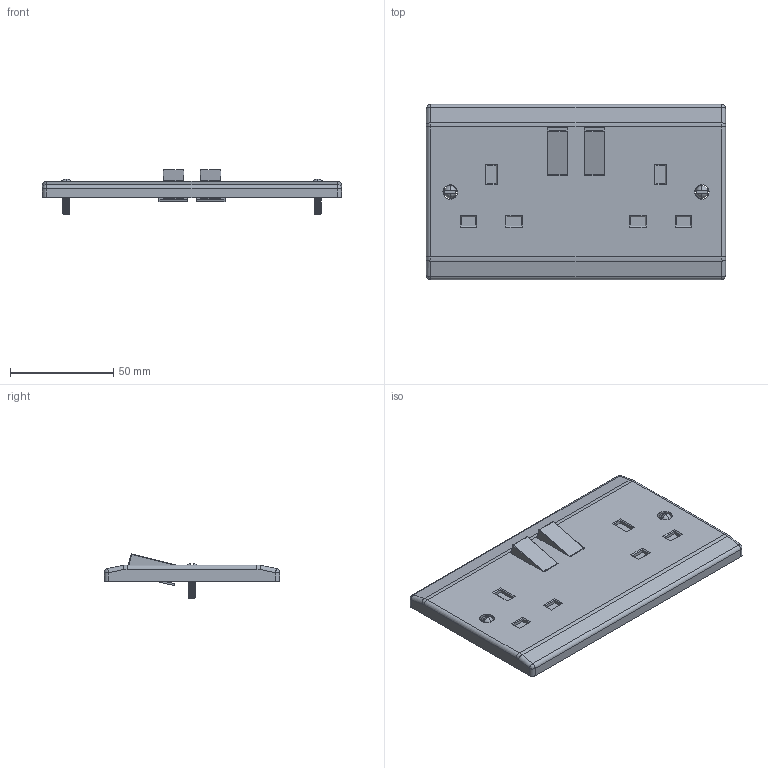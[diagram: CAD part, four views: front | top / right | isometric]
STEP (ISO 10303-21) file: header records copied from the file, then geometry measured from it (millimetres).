
FILE_DESCRIPTION(('CATIA V5 STEP Exchange'),'2;1');
FILE_NAME('Assembled Mains Plug Socket.stp','2022-09-20T10:07:10+00:00',('none'),('none'),'CATIA Version 5 Release 20 GA (IN-10)','CATIA V5 STEP AP203','none');
FILE_SCHEMA(('CONFIG_CONTROL_DESIGN'));
Length unit declared in the file: millimetre
Products named in the file (1): Assembled Mains Plug Socket
Assembly tree (7 placements, depth 2):
  Assembled Mains Plug Socket
    #58  x2
    #11416  x2
    #12336  x2
    #12511
Bounding box: 145 x 85 x 21.46 mm (x, y, z)
Volume: 42034.6 mm3; surface area: 39379.6 mm2
Topology: 7 solids, 7 shells, 965 faces, 2251 edges, 1292 vertices
Faces by surface type: bspline 654, cylinder 154, plane 133, sphere 20, torus 4
Entity records: 14812 total; most frequent: CARTESIAN_POINT 6182, ORIENTED_EDGE 2506, EDGE_CURVE 1253, DIRECTION 858, VERTEX_POINT 727, EDGE_LOOP 560, ADVANCED_FACE 534, FACE_OUTER_BOUND 534
